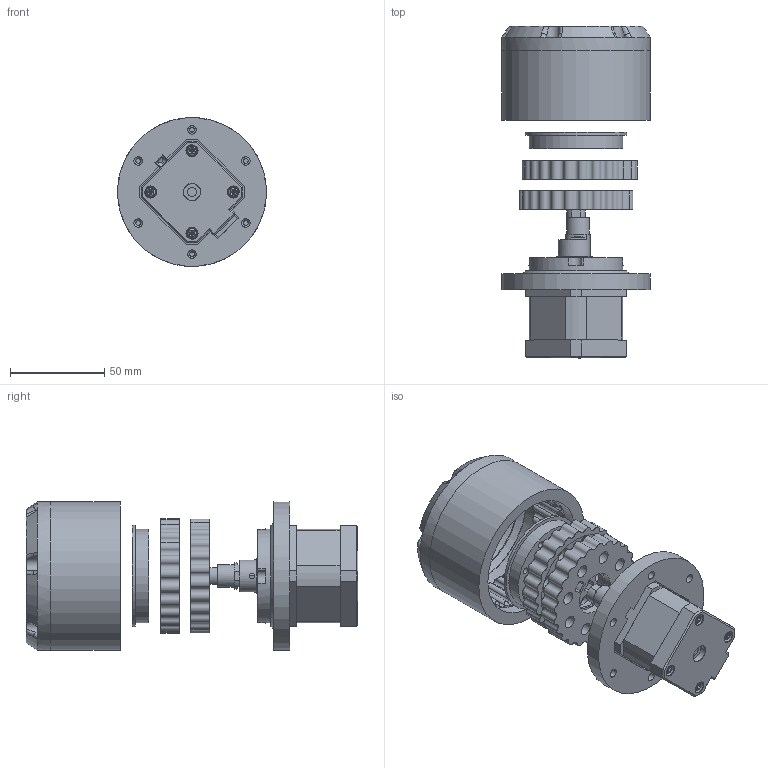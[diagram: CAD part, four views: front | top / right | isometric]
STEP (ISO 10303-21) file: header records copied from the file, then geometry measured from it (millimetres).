
FILE_DESCRIPTION(/* description */ ('cyclodial_drive'),/* implementation_level */ '2;1');
FILE_NAME(/* name */ 'cyclodial_drive.step',/* time_stamp */ '2025-12-01T11:42:36Z',/* author */ ('Prabath_Ranathunga'),/* organization */ (''),/* preprocessor_version */ 'ST-DEVELOPER v20.1',/* originating_system */ 'Autodesk Translation Framework v14.21.0.0',/* authorisation */ '');
FILE_SCHEMA (('AUTOMOTIVE_DESIGN { 1 0 10303 214 3 1 1 }'));
Length unit declared in the file: millimetre
Products named in the file (11): cyclodial_drive; top_plate; top_disk; bottom_disk; Ecc_Shaft v7; base_and_stepper_mount; nema_17; SL42STH40-168MA-23; SL42STH40-168MA-23-V; output_housing; top_cover
Assembly tree (13 placements, depth 3):
  cyclodial_drive
    top_plate
    top_disk
    bottom_disk
    Ecc_Shaft v7
    base_and_stepper_mount
    nema_17
      SL42STH40-168MA-23
      SL42STH40-168MA-23-V  x4
    output_housing
    top_cover
Bounding box: 79 x 176.2 x 79 mm (x, y, z)
Volume: 248785 mm3; surface area: 92630.1 mm2
Topology: 12 solids, 14 shells, 913 faces, 2183 edges, 1390 vertices
Faces by surface type: plane 428, cylinder 353, cone 98, bspline 26, torus 8
Full cylindrical faces by diameter (mm): 1.9 x2, 2.2 x1, 2.459 x4, 3 x6, 3.2 x12, 3.35 x8, 3.5 x6, 4 x6, 4.5 x18, 5 x6, 5.3 x1, 6 x4, 6.8 x16, 8.2 x16, 9 x2, 10.05 x1, 12.05 x1, 15.2 x3, 17 x1, 18.2 x2, 19 x1, 20 x1, 22 x1, 22.5 x1, 23.2 x2, 49.85 x1, 50 x1, 51 x1, 52 x1, 53 x1
Entity records: 32323 total; most frequent: CARTESIAN_POINT 12382, DIRECTION 4109, ORIENTED_EDGE 3992, EDGE_CURVE 1996, AXIS2_PLACEMENT_3D 1563, VERTEX_POINT 1297, EDGE_LOOP 1009, LINE 983
